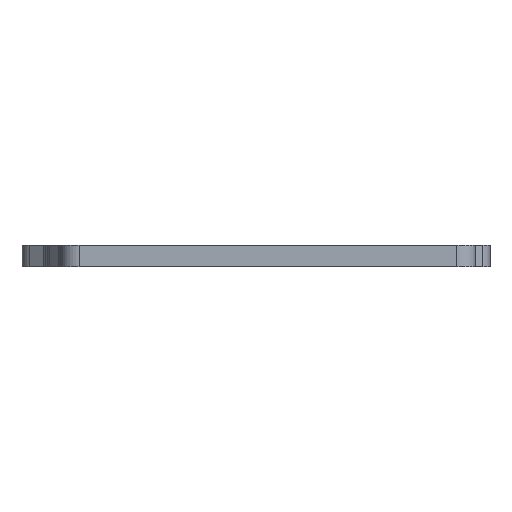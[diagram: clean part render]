
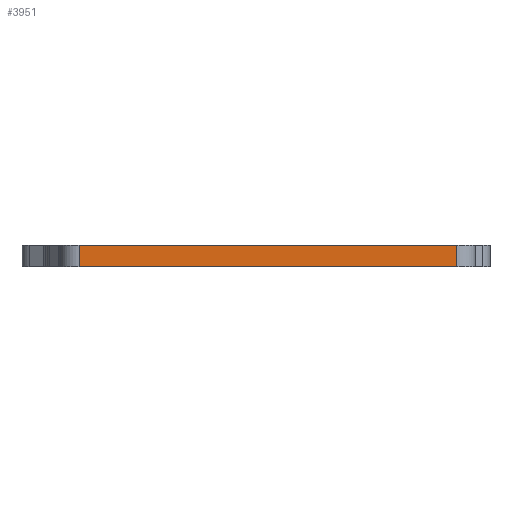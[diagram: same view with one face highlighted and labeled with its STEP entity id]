
A CAD part, left-side view. The second image highlights one B-rep face of the part: STEP entity #3951.
In plain terms, the highlighted planar face has unit normal (-1, 0, 0).
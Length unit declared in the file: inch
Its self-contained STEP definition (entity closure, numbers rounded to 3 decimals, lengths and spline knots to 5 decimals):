
#114=PLANE('',#4399);
#316=FACE_OUTER_BOUND('',#536,.T.);
#536=EDGE_LOOP('',(#3537,#3538,#3539,#3540));
#865=LINE('',#6728,#1220);
#889=LINE('',#6799,#1244);
#890=LINE('',#6802,#1245);
#891=LINE('',#6803,#1246);
#1220=VECTOR('',#5517,0.3937);
#1244=VECTOR('',#5597,0.3937);
#1245=VECTOR('',#5600,0.3937);
#1246=VECTOR('',#5601,0.3937);
#1855=VERTEX_POINT('',#6725);
#1856=VERTEX_POINT('',#6727);
#1875=VERTEX_POINT('',#6797);
#1876=VERTEX_POINT('',#6801);
#2409=EDGE_CURVE('',#1855,#1856,#865,.T.);
#2447=EDGE_CURVE('',#1875,#1856,#889,.T.);
#2448=EDGE_CURVE('',#1876,#1875,#890,.T.);
#2449=EDGE_CURVE('',#1876,#1855,#891,.T.);
#3537=ORIENTED_EDGE('',*,*,#2448,.T.);
#3538=ORIENTED_EDGE('',*,*,#2447,.T.);
#3539=ORIENTED_EDGE('',*,*,#2409,.F.);
#3540=ORIENTED_EDGE('',*,*,#2449,.F.);
#3951=ADVANCED_FACE('',(#316),#114,.T.);
#4399=AXIS2_PLACEMENT_3D('',#6800,#5598,#5599);
#5517=DIRECTION('',(0.,-1.,0.));
#5597=DIRECTION('',(0.,0.,1.));
#5598=DIRECTION('center_axis',(-1.,0.,0.));
#5599=DIRECTION('ref_axis',(0.,-1.,0.));
#5600=DIRECTION('',(0.,-1.,0.));
#5601=DIRECTION('',(0.,0.,1.));
#6725=CARTESIAN_POINT('',(-0.36614,2.88976,0.2185));
#6727=CARTESIAN_POINT('',(-0.36614,-0.2126,0.2185));
#6728=CARTESIAN_POINT('',(-0.36614,2.16339,0.2185));
#6797=CARTESIAN_POINT('',(-0.36614,-0.2126,0.03937));
#6799=CARTESIAN_POINT('',(-0.36614,-0.2126,0.03937));
#6800=CARTESIAN_POINT('Origin',(-0.36614,2.88976,0.03937));
#6801=CARTESIAN_POINT('',(-0.36614,2.88976,0.03937));
#6802=CARTESIAN_POINT('',(-0.36614,2.88976,0.03937));
#6803=CARTESIAN_POINT('',(-0.36614,2.88976,0.03937));
